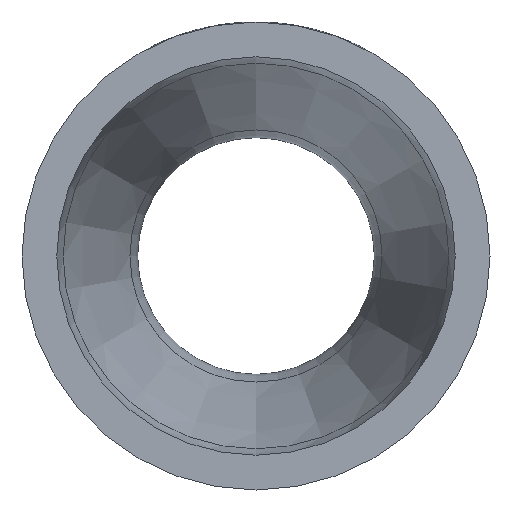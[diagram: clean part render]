
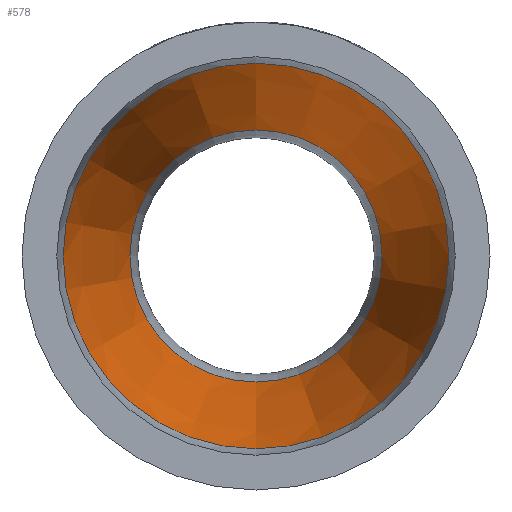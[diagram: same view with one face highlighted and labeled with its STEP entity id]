
A CAD part, front view. The second image highlights one B-rep face of the part: STEP entity #578.
In plain terms, the highlighted conical face has half-angle 11.903 degrees and reference radius 11.084 mm.
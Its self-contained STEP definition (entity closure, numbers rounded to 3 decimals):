
#91 = DIRECTION ( 'NONE',  ( 0., 0., -1. ) ) ;
#184 = EDGE_CURVE ( 'NONE', #9418, #9418, #9119, .T. ) ;
#327 = AXIS2_PLACEMENT_3D ( 'NONE', #2935, #2126, #5188 ) ;
#460 = AXIS2_PLACEMENT_3D ( 'NONE', #1228, #8167, #4584 ) ;
#578 = ADVANCED_FACE ( 'NONE', ( #3569, #5376 ), #5617, .F. ) ;
#1119 = EDGE_CURVE ( 'NONE', #8702, #8702, #4384, .T. ) ;
#1228 = CARTESIAN_POINT ( 'NONE',  ( 0., 27.71, 0. ) ) ;
#2126 = DIRECTION ( 'NONE',  ( 0., -1., 0. ) ) ;
#2230 = ORIENTED_EDGE ( 'NONE', *, *, #184, .F. ) ;
#2759 = EDGE_LOOP ( 'NONE', ( #2230 ) ) ;
#2935 = CARTESIAN_POINT ( 'NONE',  ( 0., 9.506, 0. ) ) ;
#3569 = FACE_BOUND ( 'NONE', #2759, .T. ) ;
#4384 = CIRCLE ( 'NONE', #327, 11.084 ) ;
#4584 = DIRECTION ( 'NONE',  ( 0., 0., -1. ) ) ;
#4602 = AXIS2_PLACEMENT_3D ( 'NONE', #6999, #5496, #91 ) ;
#5188 = DIRECTION ( 'NONE',  ( 0., 0., -1. ) ) ;
#5376 = FACE_OUTER_BOUND ( 'NONE', #7691, .T. ) ;
#5496 = DIRECTION ( 'NONE',  ( 0., -1., 0. ) ) ;
#5617 = CONICAL_SURFACE ( 'NONE', #4602, 11.084, 0.208 ) ;
#6999 = CARTESIAN_POINT ( 'NONE',  ( 0., 9.506, 0. ) ) ;
#7691 = EDGE_LOOP ( 'NONE', ( #8105 ) ) ;
#8105 = ORIENTED_EDGE ( 'NONE', *, *, #1119, .T. ) ;
#8167 = DIRECTION ( 'NONE',  ( 0., -1., 0. ) ) ;
#8702 = VERTEX_POINT ( 'NONE', #9578 ) ;
#9119 = CIRCLE ( 'NONE', #460, 7.247 ) ;
#9418 = VERTEX_POINT ( 'NONE', #9544 ) ;
#9544 = CARTESIAN_POINT ( 'NONE',  ( 0., 27.71, -7.247 ) ) ;
#9578 = CARTESIAN_POINT ( 'NONE',  ( 0., 9.506, -11.084 ) ) ;
